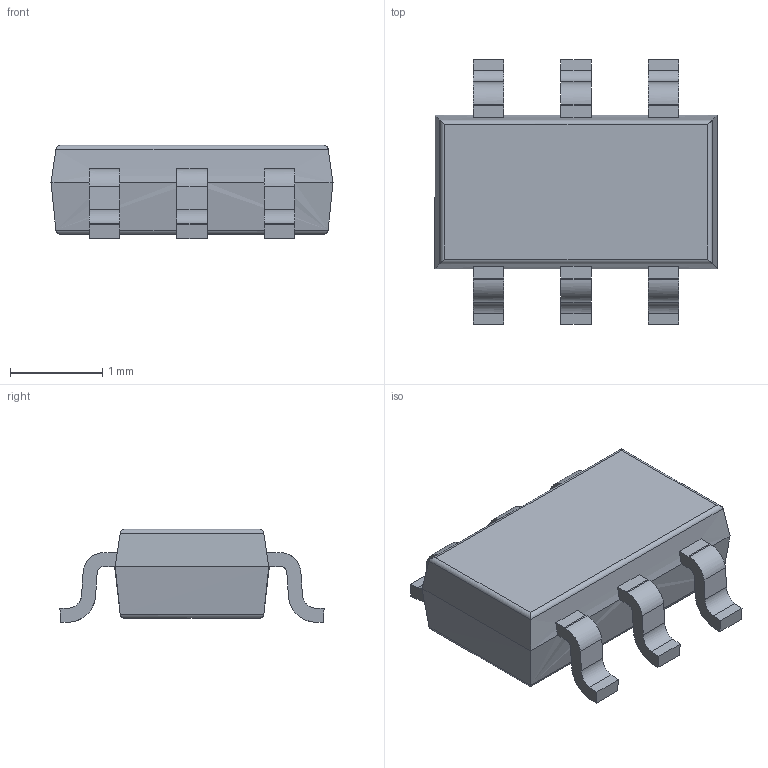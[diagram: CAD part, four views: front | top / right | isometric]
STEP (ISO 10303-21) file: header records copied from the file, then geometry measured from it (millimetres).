
FILE_DESCRIPTION(('FreeCAD Model'),'2;1');
FILE_NAME('TSOP-6.step', '2018-04-24T16:21:44',('kicad StepUp'),('ksu MCAD'), 'Open CASCADE STEP processor 6.8','FreeCAD','Unknown');
FILE_SCHEMA(('AUTOMOTIVE_DESIGN_CC2 { 1 2 10303 214 -1 1 5 4 }'));
Length unit declared in the file: millimetre
Products named in the file (1): User_Library-sq3427eev-t1-ge3
Bounding box: 3.06 x 2.87 x 1.01 mm (x, y, z)
Volume: 5 mm3; surface area: 23.8 mm2
Topology: 1 solids, 1 shells, 108 faces, 294 edges, 188 vertices
Faces by surface type: plane 64, cylinder 44
Entity records: 4283 total; most frequent: CARTESIAN_POINT 1035, ORIENTED_EDGE 588, DIRECTION 396, EDGE_CURVE 294, VERTEX_POINT 188, LINE 178, VECTOR 178, B_SPLINE_CURVE_WITH_KNOTS 112
